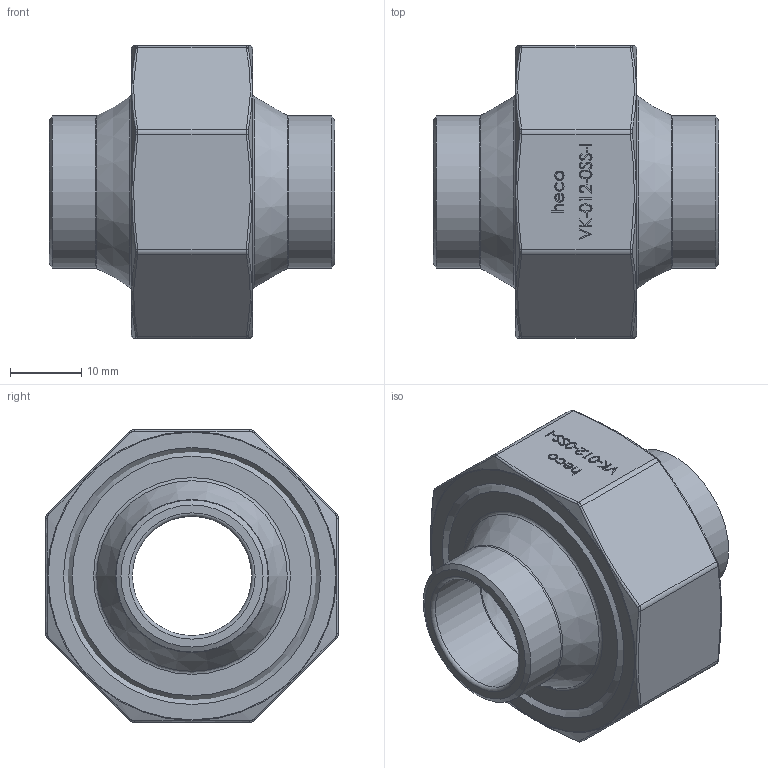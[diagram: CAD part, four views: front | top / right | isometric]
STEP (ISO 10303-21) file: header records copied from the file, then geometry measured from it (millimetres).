
FILE_DESCRIPTION (( 'STEP AP214' ), '1' );
FILE_NAME ('VK-012-0SS-I Verschraubung konisch 2202.STEP', '2022-02-03T08:48:45', ( '' ), ( '' ), 'SwSTEP 2.0', 'SolidWorks 2019', '' );
FILE_SCHEMA (( 'AUTOMOTIVE_DESIGN' ));
Length unit declared in the file: millimetre
Products named in the file (1): VK-012-0SS-I Verschraubung konisch 2202
Bounding box: 40 x 41 x 41 mm (x, y, z)
Volume: 21570.4 mm3; surface area: 13437.9 mm2
Topology: 3 solids, 3 shells, 281 faces, 692 edges, 443 vertices
Faces by surface type: bspline 121, plane 103, torus 25, cylinder 19, cone 13
Full cylindrical faces by diameter (mm): 16.7 x2, 21.3 x2, 22 x2, 29.5 x1, 30 x1, 33.5 x1, 33.84 x1, 36 x1
Entity records: 16499 total; most frequent: CARTESIAN_POINT 7803, ORIENTED_EDGE 1256, DIRECTION 800, EDGE_CURVE 628, VERTEX_POINT 428, EDGE_LOOP 362, FACE_OUTER_BOUND 317, VECTOR 294
